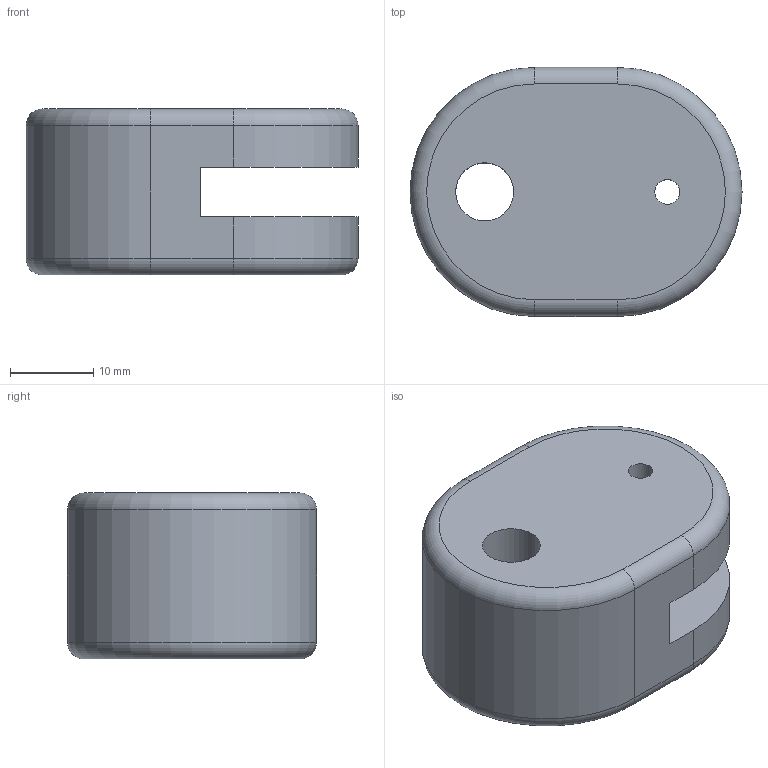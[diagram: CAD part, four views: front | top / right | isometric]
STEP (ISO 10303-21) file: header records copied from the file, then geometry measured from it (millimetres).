
FILE_DESCRIPTION(('FreeCAD Model'),'2;1');
FILE_NAME('Table Holder Attachment (Endstop Side).step','2015-07-15T14:17:20',('Author'),(''), 'Open CASCADE STEP processor 6.8','FreeCAD','Unknown');
FILE_SCHEMA(('AUTOMOTIVE_DESIGN_CC2 { 1 2 10303 214 -1 1 5 4 }'));
Length unit declared in the file: millimetre
Products named in the file (1): Cut
Bounding box: 40 x 30 x 20 mm (x, y, z)
Volume: 15962.5 mm3; surface area: 5430.6 mm2
Topology: 1 solids, 1 shells, 29 faces, 70 edges, 44 vertices
Faces by surface type: plane 14, cylinder 11, torus 4
Full cylindrical faces by diameter (mm): 3 x2, 7 x1
Entity records: 1791 total; most frequent: CARTESIAN_POINT 354, DIRECTION 266, LINE 148, VECTOR 148, ORIENTED_EDGE 140, PCURVE 140, DEFINITIONAL_REPRESENTATION 140, EDGE_CURVE 70
